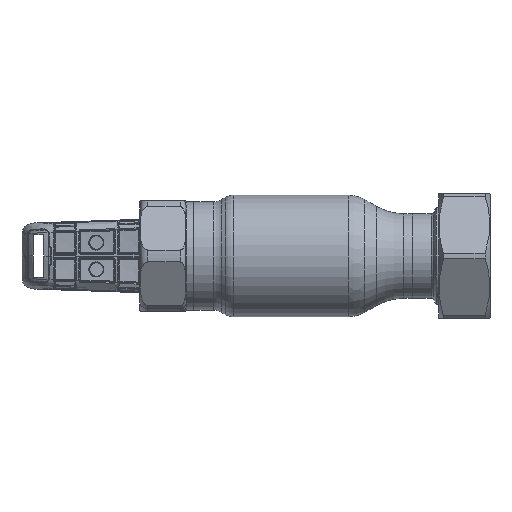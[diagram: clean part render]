
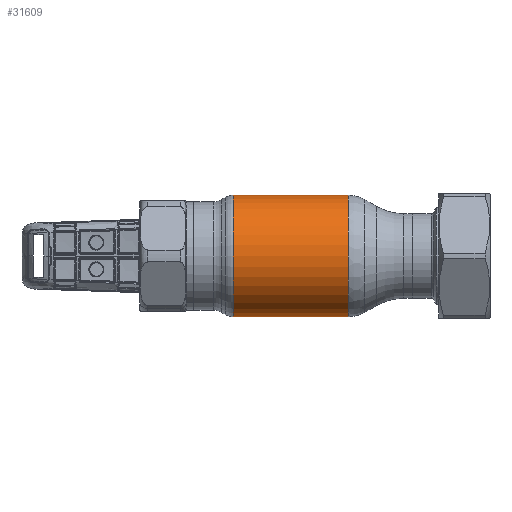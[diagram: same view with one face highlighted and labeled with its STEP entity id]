
A CAD part, front view. The second image highlights one B-rep face of the part: STEP entity #31609.
In plain terms, the highlighted cylindrical face has radius 22.5 mm (diameter 45 mm), a partial arc.
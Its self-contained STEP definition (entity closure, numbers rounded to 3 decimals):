
#920 = ORIENTED_EDGE ( 'NONE', *, *, #19147, .F. ) ;
#3156 = VERTEX_POINT ( 'NONE', #39880 ) ;
#6212 = CARTESIAN_POINT ( 'NONE',  ( 21.285, 0., 22.5 ) ) ;
#6850 = CARTESIAN_POINT ( 'NONE',  ( 62.69, 0., 0. ) ) ;
#6875 = CARTESIAN_POINT ( 'NONE',  ( -21.285, 0., 0. ) ) ;
#7682 = CARTESIAN_POINT ( 'NONE',  ( -21.285, 0., -22.5 ) ) ;
#9832 = VERTEX_POINT ( 'NONE', #34593 ) ;
#10062 = AXIS2_PLACEMENT_3D ( 'NONE', #24308, #53014, #39081 ) ;
#10344 = LINE ( 'NONE', #61499, #23768 ) ;
#11328 = DIRECTION ( 'NONE',  ( 1., 0., 0. ) ) ;
#15263 = LINE ( 'NONE', #25690, #50254 ) ;
#15811 = DIRECTION ( 'NONE',  ( 0., 0., -1. ) ) ;
#16243 = EDGE_CURVE ( 'NONE', #9832, #54842, #10344, .T. ) ;
#17077 = DIRECTION ( 'NONE',  ( 0., 0., -1. ) ) ;
#19147 = EDGE_CURVE ( 'NONE', #54842, #3156, #34631, .T. ) ;
#21286 = ORIENTED_EDGE ( 'NONE', *, *, #38969, .T. ) ;
#23768 = VECTOR ( 'NONE', #34558, 1000. ) ;
#24308 = CARTESIAN_POINT ( 'NONE',  ( 21.285, 0., 0. ) ) ;
#25690 = CARTESIAN_POINT ( 'NONE',  ( 62.69, 0., -22.5 ) ) ;
#26254 = AXIS2_PLACEMENT_3D ( 'NONE', #6850, #58519, #15811 ) ;
#31609 = ADVANCED_FACE ( 'NONE', ( #48296 ), #53462, .T. ) ;
#32002 = CIRCLE ( 'NONE', #40509, 22.5 ) ;
#34558 = DIRECTION ( 'NONE',  ( 1., 0., 0. ) ) ;
#34593 = CARTESIAN_POINT ( 'NONE',  ( -21.285, 0., 22.5 ) ) ;
#34631 = CIRCLE ( 'NONE', #10062, 22.5 ) ;
#37089 = EDGE_CURVE ( 'NONE', #9832, #54662, #32002, .T. ) ;
#38969 = EDGE_CURVE ( 'NONE', #54662, #3156, #15263, .T. ) ;
#39081 = DIRECTION ( 'NONE',  ( 0., 0., -1. ) ) ;
#39880 = CARTESIAN_POINT ( 'NONE',  ( 21.285, 0., -22.5 ) ) ;
#40509 = AXIS2_PLACEMENT_3D ( 'NONE', #6875, #45591, #17077 ) ;
#45591 = DIRECTION ( 'NONE',  ( 1., 0., 0. ) ) ;
#48098 = ORIENTED_EDGE ( 'NONE', *, *, #16243, .F. ) ;
#48296 = FACE_OUTER_BOUND ( 'NONE', #57986, .T. ) ;
#50254 = VECTOR ( 'NONE', #11328, 1000. ) ;
#52456 = ORIENTED_EDGE ( 'NONE', *, *, #37089, .T. ) ;
#53014 = DIRECTION ( 'NONE',  ( 1., 0., 0. ) ) ;
#53462 = CYLINDRICAL_SURFACE ( 'NONE', #26254, 22.5 ) ;
#54662 = VERTEX_POINT ( 'NONE', #7682 ) ;
#54842 = VERTEX_POINT ( 'NONE', #6212 ) ;
#57986 = EDGE_LOOP ( 'NONE', ( #48098, #52456, #21286, #920 ) ) ;
#58519 = DIRECTION ( 'NONE',  ( 1., 0., 0. ) ) ;
#61499 = CARTESIAN_POINT ( 'NONE',  ( 62.69, 0., 22.5 ) ) ;
